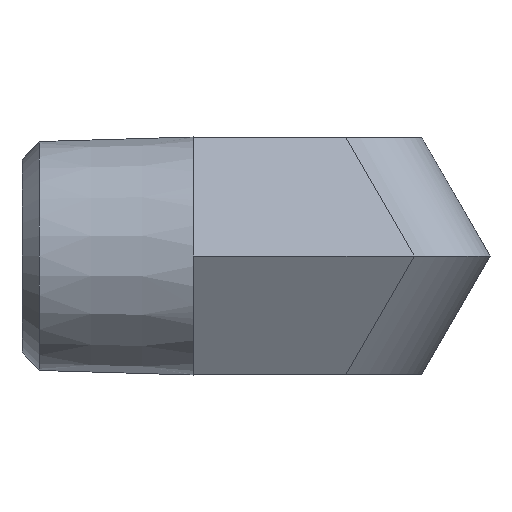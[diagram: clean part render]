
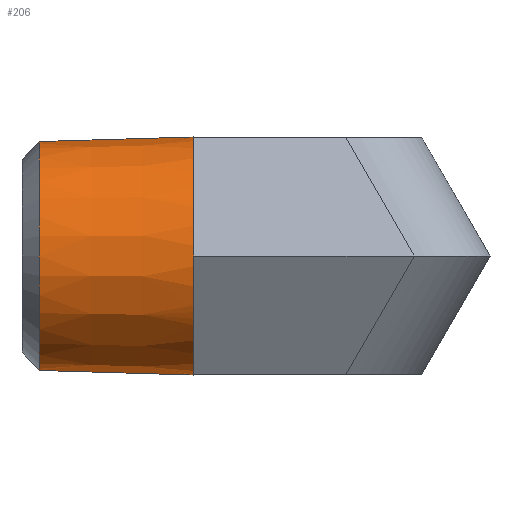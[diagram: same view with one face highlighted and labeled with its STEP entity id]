
A CAD part, left-side view. The second image highlights one B-rep face of the part: STEP entity #206.
In plain terms, the highlighted conical face has half-angle 1.7 degrees and reference radius 8.636 mm.
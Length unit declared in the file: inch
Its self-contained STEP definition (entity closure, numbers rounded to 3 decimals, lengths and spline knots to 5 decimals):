
#1 = VERTEX_POINT ( 'NONE', #1173 ) ;
#35 = DIRECTION ( 'NONE',  ( 0., 0., 1. ) ) ;
#52 = CARTESIAN_POINT ( 'NONE',  ( 0., 0.847, 0. ) ) ;
#77 = EDGE_CURVE ( 'NONE', #746, #1093, #1699, .T. ) ;
#86 = ORIENTED_EDGE ( 'NONE', *, *, #895, .T. ) ;
#133 = CARTESIAN_POINT ( 'NONE',  ( 0., 1.28702, -0.32694 ) ) ;
#143 = ORIENTED_EDGE ( 'NONE', *, *, #1446, .T. ) ;
#161 = AXIS2_PLACEMENT_3D ( 'NONE', #660, #534, #797 ) ;
#171 = CARTESIAN_POINT ( 'NONE',  ( 0., 1.28702, 0.32694 ) ) ;
#185 = DIRECTION ( 'NONE',  ( 0., 0., 1. ) ) ;
#192 = FACE_OUTER_BOUND ( 'NONE', #1674, .T. ) ;
#206 = ADVANCED_FACE ( 'NONE', ( #192 ), #455, .T. ) ;
#240 = DIRECTION ( 'NONE',  ( 0., -1., 0.03 ) ) ;
#241 = CARTESIAN_POINT ( 'NONE',  ( 0., 0.847, -0.34 ) ) ;
#254 = CIRCLE ( 'NONE', #1036, 0.34 ) ;
#261 = DIRECTION ( 'NONE',  ( 0., 1., 0. ) ) ;
#284 = EDGE_CURVE ( 'NONE', #1, #1076, #254, .T. ) ;
#292 = ORIENTED_EDGE ( 'NONE', *, *, #284, .T. ) ;
#298 = CARTESIAN_POINT ( 'NONE',  ( 0., 0.847, 0. ) ) ;
#347 = ORIENTED_EDGE ( 'NONE', *, *, #1020, .T. ) ;
#352 = AXIS2_PLACEMENT_3D ( 'NONE', #640, #1594, #782 ) ;
#411 = VERTEX_POINT ( 'NONE', #863 ) ;
#427 = DIRECTION ( 'NONE',  ( 0., 0., 1. ) ) ;
#435 = CARTESIAN_POINT ( 'NONE',  ( 0., 0.847, 0. ) ) ;
#455 = CONICAL_SURFACE ( 'NONE', #161, 0.34, 0.03 ) ;
#483 = VECTOR ( 'NONE', #1564, 39.37008 ) ;
#487 = EDGE_CURVE ( 'NONE', #834, #1265, #735, .T. ) ;
#492 = AXIS2_PLACEMENT_3D ( 'NONE', #52, #974, #185 ) ;
#534 = DIRECTION ( 'NONE',  ( 0., -1., 0. ) ) ;
#562 = DIRECTION ( 'NONE',  ( 0., 0., 1. ) ) ;
#577 = DIRECTION ( 'NONE',  ( 0., -1., 0. ) ) ;
#598 = CARTESIAN_POINT ( 'NONE',  ( 0., 0.847, 0. ) ) ;
#599 = EDGE_CURVE ( 'NONE', #775, #746, #842, .T. ) ;
#640 = CARTESIAN_POINT ( 'NONE',  ( 0., 0.847, 0. ) ) ;
#660 = CARTESIAN_POINT ( 'NONE',  ( 0., 0.847, 0. ) ) ;
#725 = DIRECTION ( 'NONE',  ( 0., 0., 1. ) ) ;
#735 = LINE ( 'NONE', #1426, #1697 ) ;
#746 = VERTEX_POINT ( 'NONE', #1350 ) ;
#775 = VERTEX_POINT ( 'NONE', #1222 ) ;
#782 = DIRECTION ( 'NONE',  ( 0., 0., 1. ) ) ;
#797 = DIRECTION ( 'NONE',  ( 0., 0., 1. ) ) ;
#818 = ORIENTED_EDGE ( 'NONE', *, *, #487, .F. ) ;
#820 = CIRCLE ( 'NONE', #492, 0.34 ) ;
#825 = DIRECTION ( 'NONE',  ( 0., 1., 0. ) ) ;
#834 = VERTEX_POINT ( 'NONE', #171 ) ;
#835 = CIRCLE ( 'NONE', #1204, 0.32694 ) ;
#842 = CIRCLE ( 'NONE', #352, 0.34 ) ;
#863 = CARTESIAN_POINT ( 'NONE',  ( -0.0319, 0.847, 0.3385 ) ) ;
#885 = AXIS2_PLACEMENT_3D ( 'NONE', #1043, #261, #1188 ) ;
#895 = EDGE_CURVE ( 'NONE', #1558, #1, #820, .T. ) ;
#974 = DIRECTION ( 'NONE',  ( 0., 1., 0. ) ) ;
#1005 = CIRCLE ( 'NONE', #1487, 0.34 ) ;
#1020 = EDGE_CURVE ( 'NONE', #411, #1265, #1005, .T. ) ;
#1036 = AXIS2_PLACEMENT_3D ( 'NONE', #1638, #825, #35 ) ;
#1043 = CARTESIAN_POINT ( 'NONE',  ( 0., 0.847, 0. ) ) ;
#1045 = ORIENTED_EDGE ( 'NONE', *, *, #599, .T. ) ;
#1051 = AXIS2_PLACEMENT_3D ( 'NONE', #298, #1236, #427 ) ;
#1076 = VERTEX_POINT ( 'NONE', #1685 ) ;
#1093 = VERTEX_POINT ( 'NONE', #1683 ) ;
#1149 = EDGE_CURVE ( 'NONE', #1252, #775, #1519, .T. ) ;
#1173 = CARTESIAN_POINT ( 'NONE',  ( -0.3091, 0.847, 0.14162 ) ) ;
#1188 = DIRECTION ( 'NONE',  ( 0., 0., 1. ) ) ;
#1204 = AXIS2_PLACEMENT_3D ( 'NONE', #1385, #577, #1523 ) ;
#1222 = CARTESIAN_POINT ( 'NONE',  ( 0., 0.847, -0.34 ) ) ;
#1236 = DIRECTION ( 'NONE',  ( 0., 1., 0. ) ) ;
#1245 = ORIENTED_EDGE ( 'NONE', *, *, #77, .T. ) ;
#1252 = VERTEX_POINT ( 'NONE', #133 ) ;
#1265 = VERTEX_POINT ( 'NONE', #1302 ) ;
#1292 = ORIENTED_EDGE ( 'NONE', *, *, #1149, .T. ) ;
#1302 = CARTESIAN_POINT ( 'NONE',  ( 0., 0.847, 0.34 ) ) ;
#1310 = ORIENTED_EDGE ( 'NONE', *, *, #1485, .T. ) ;
#1323 = AXIS2_PLACEMENT_3D ( 'NONE', #435, #1369, #562 ) ;
#1350 = CARTESIAN_POINT ( 'NONE',  ( -0.0319, 0.847, -0.3385 ) ) ;
#1369 = DIRECTION ( 'NONE',  ( 0., 1., 0. ) ) ;
#1385 = CARTESIAN_POINT ( 'NONE',  ( 0., 1.28702, 0. ) ) ;
#1426 = CARTESIAN_POINT ( 'NONE',  ( 0., 0.847, 0.34 ) ) ;
#1428 = ORIENTED_EDGE ( 'NONE', *, *, #1688, .T. ) ;
#1446 = EDGE_CURVE ( 'NONE', #1093, #1558, #1495, .T. ) ;
#1452 = CIRCLE ( 'NONE', #1323, 0.34 ) ;
#1485 = EDGE_CURVE ( 'NONE', #1076, #411, #1452, .T. ) ;
#1487 = AXIS2_PLACEMENT_3D ( 'NONE', #598, #1542, #725 ) ;
#1495 = CIRCLE ( 'NONE', #1051, 0.34 ) ;
#1519 = LINE ( 'NONE', #241, #483 ) ;
#1523 = DIRECTION ( 'NONE',  ( 0., 0., -1. ) ) ;
#1542 = DIRECTION ( 'NONE',  ( 0., 1., 0. ) ) ;
#1558 = VERTEX_POINT ( 'NONE', #1607 ) ;
#1564 = DIRECTION ( 'NONE',  ( 0., -1., -0.03 ) ) ;
#1594 = DIRECTION ( 'NONE',  ( 0., 1., 0. ) ) ;
#1607 = CARTESIAN_POINT ( 'NONE',  ( -0.3091, 0.847, -0.14162 ) ) ;
#1638 = CARTESIAN_POINT ( 'NONE',  ( 0., 0.847, 0. ) ) ;
#1674 = EDGE_LOOP ( 'NONE', ( #1428, #1292, #1045, #1245, #143, #86, #292, #1310, #347, #818 ) ) ;
#1683 = CARTESIAN_POINT ( 'NONE',  ( -0.2772, 0.847, -0.19688 ) ) ;
#1685 = CARTESIAN_POINT ( 'NONE',  ( -0.2772, 0.847, 0.19688 ) ) ;
#1688 = EDGE_CURVE ( 'NONE', #834, #1252, #835, .T. ) ;
#1697 = VECTOR ( 'NONE', #240, 39.37008 ) ;
#1699 = CIRCLE ( 'NONE', #885, 0.34 ) ;
